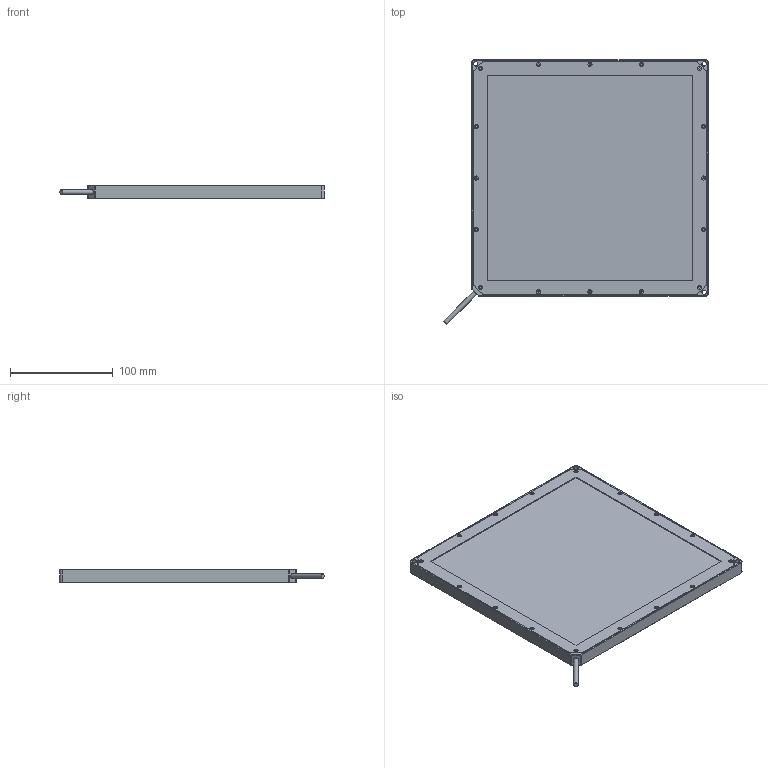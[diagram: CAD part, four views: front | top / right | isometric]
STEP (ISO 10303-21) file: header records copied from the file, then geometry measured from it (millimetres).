
FILE_DESCRIPTION(/* description */ ('DISO X xxx'),/* implementation_level */ '2;1');
FILE_NAME(/* name */ 'BE-F200-200-FX-K.stp',/* time_stamp */ '2015-07-21T15:37:00+02:00',/* author */ ('lsa'),/* organization */ (''),/* preprocessor_version */ 'ST-DEVELOPER v15.6',/* originating_system */ 'Autodesk Inventor 2015',/* authorisation */ '');
FILE_SCHEMA (('AUTOMOTIVE_DESIGN { 1 0 10303 214 3 1 1 }'));
Length unit declared in the file: millimetre
Products named in the file (1): Bauteil52
Bounding box: 257.12 x 257.12 x 13.1 mm (x, y, z)
Volume: 245895 mm3; surface area: 208994.8 mm2
Topology: 2 solids, 3 shells, 324 faces, 746 edges, 462 vertices
Faces by surface type: plane 275, cylinder 42, cone 7
Full cylindrical faces by diameter (mm): 4 x16, 4.3 x4, 4.5 x1
Entity records: 9054 total; most frequent: CARTESIAN_POINT 1505, DIRECTION 1462, ORIENTED_EDGE 1442, EDGE_CURVE 721, LINE 630, VECTOR 630, VERTEX_POINT 459, AXIS2_PLACEMENT_3D 416
